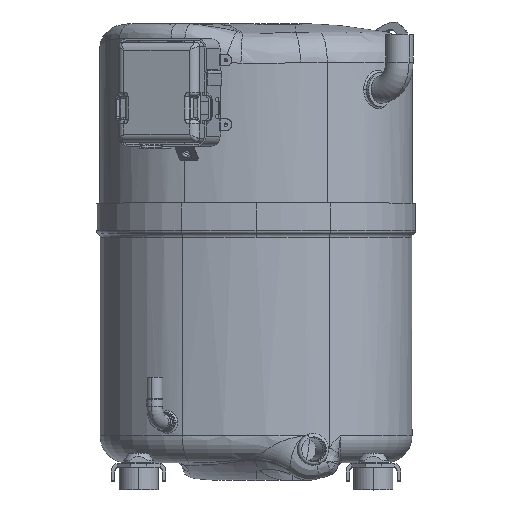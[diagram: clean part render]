
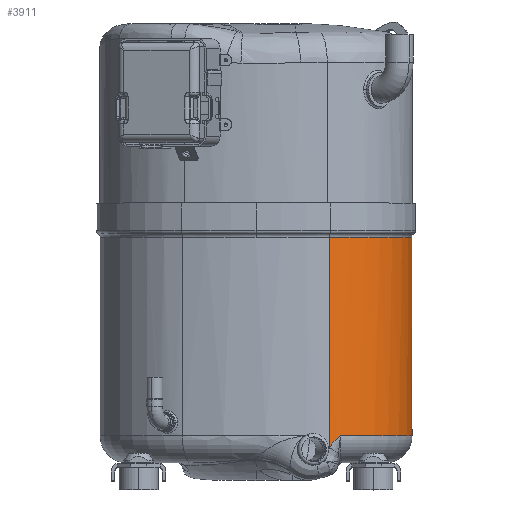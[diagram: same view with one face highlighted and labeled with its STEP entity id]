
A CAD part, top view. The second image highlights one B-rep face of the part: STEP entity #3911.
In plain terms, the highlighted cylindrical face has radius 94.945 mm (diameter 189.89 mm), a partial arc.
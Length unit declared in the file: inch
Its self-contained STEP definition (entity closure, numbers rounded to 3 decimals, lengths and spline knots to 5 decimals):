
#1841 = VERTEX_POINT ( 'NONE', #25136 ) ;
#2186 = B_SPLINE_CURVE_WITH_KNOTS ( 'NONE', 3,
 ( #29640, #35827, #5287, #26765, #8391, #29788, #11490, #32869, #14615, #35964, #17684, #39061, #20750 ),
 .UNSPECIFIED., .F., .F.,
 ( 4, 2, 2, 2, 1, 2, 4 ),
 ( 0., 0.00665, 0.00997, 0.01164, 0.01247, 0.01288, 0.0133 ),
 .UNSPECIFIED. ) ;
#3911 = ADVANCED_FACE ( 'NONE', ( #16212 ), #31466, .T. ) ;
#5006 = ORIENTED_EDGE ( 'NONE', *, *, #19718, .T. ) ;
#5141 = EDGE_CURVE ( 'NONE', #1841, #14477, #2186, .T. ) ;
#5142 = CARTESIAN_POINT ( 'NONE',  ( 2.34941, 0., -3.57267 ) ) ;
#5287 = CARTESIAN_POINT ( 'NONE',  ( 2.44586, -7.6663, 3.54209 ) ) ;
#5304 = EDGE_LOOP ( 'NONE', ( #6892, #5006, #18832, #33280, #33510 ) ) ;
#6892 = ORIENTED_EDGE ( 'NONE', *, *, #11708, .T. ) ;
#8391 = CARTESIAN_POINT ( 'NONE',  ( 2.56428, -7.54421, 3.4995 ) ) ;
#8888 = LINE ( 'NONE', #5142, #16136 ) ;
#10343 = CARTESIAN_POINT ( 'NONE',  ( 1.25, -1.09661, 0. ) ) ;
#11002 = DIRECTION ( 'NONE',  ( 0., -1., 0. ) ) ;
#11088 = VERTEX_POINT ( 'NONE', #35699 ) ;
#11490 = CARTESIAN_POINT ( 'NONE',  ( 2.62851, -7.48909, 3.47457 ) ) ;
#11708 = EDGE_CURVE ( 'NONE', #13864, #12013, #8888, .T. ) ;
#11804 = EDGE_CURVE ( 'NONE', #14477, #13864, #30414, .T. ) ;
#12013 = VERTEX_POINT ( 'NONE', #34341 ) ;
#13444 = DIRECTION ( 'NONE',  ( 0., 0., -1. ) ) ;
#13864 = VERTEX_POINT ( 'NONE', #20426 ) ;
#14477 = VERTEX_POINT ( 'NONE', #35445 ) ;
#14615 = CARTESIAN_POINT ( 'NONE',  ( 2.6657, -7.45983, 3.45956 ) ) ;
#16136 = VECTOR ( 'NONE', #38766, 39.37008 ) ;
#16172 = AXIS2_PLACEMENT_3D ( 'NONE', #29557, #11002, #26557 ) ;
#16212 = FACE_OUTER_BOUND ( 'NONE', #5304, .T. ) ;
#16570 = VECTOR ( 'NONE', #32419, 39.37008 ) ;
#17684 = CARTESIAN_POINT ( 'NONE',  ( 2.68667, -7.44416, 3.45089 ) ) ;
#18074 = CARTESIAN_POINT ( 'NONE',  ( 1.25, -7.438, 0. ) ) ;
#18832 = ORIENTED_EDGE ( 'NONE', *, *, #24430, .T. ) ;
#19718 = EDGE_CURVE ( 'NONE', #12013, #11088, #36072, .T. ) ;
#20426 = CARTESIAN_POINT ( 'NONE',  ( 2.34941, -7.438, -3.57267 ) ) ;
#20750 = CARTESIAN_POINT ( 'NONE',  ( 2.6951, -7.438, 3.44736 ) ) ;
#21147 = DIRECTION ( 'NONE',  ( 0., 0., -1. ) ) ;
#24430 = EDGE_CURVE ( 'NONE', #11088, #1841, #24695, .T. ) ;
#24695 = LINE ( 'NONE', #38483, #16570 ) ;
#25136 = CARTESIAN_POINT ( 'NONE',  ( 2.34941, -7.80956, 3.57267 ) ) ;
#26557 = DIRECTION ( 'NONE',  ( 0., 0., -1. ) ) ;
#26765 = CARTESIAN_POINT ( 'NONE',  ( 2.53343, -7.57364, 3.5109 ) ) ;
#29557 = CARTESIAN_POINT ( 'NONE',  ( 1.25, 0., 0. ) ) ;
#29640 = CARTESIAN_POINT ( 'NONE',  ( 2.34941, -7.80956, 3.57267 ) ) ;
#29788 = CARTESIAN_POINT ( 'NONE',  ( 2.61225, -7.50256, 3.48098 ) ) ;
#30414 = CIRCLE ( 'NONE', #38039, 3.738 ) ;
#30818 = AXIS2_PLACEMENT_3D ( 'NONE', #10343, #31736, #13444 ) ;
#31466 = CYLINDRICAL_SURFACE ( 'NONE', #16172, 3.738 ) ;
#31736 = DIRECTION ( 'NONE',  ( 0., -1., 0. ) ) ;
#32419 = DIRECTION ( 'NONE',  ( 0., -1., 0. ) ) ;
#32869 = CARTESIAN_POINT ( 'NONE',  ( 2.65325, -7.46948, 3.46462 ) ) ;
#33280 = ORIENTED_EDGE ( 'NONE', *, *, #5141, .T. ) ;
#33510 = ORIENTED_EDGE ( 'NONE', *, *, #11804, .T. ) ;
#34341 = CARTESIAN_POINT ( 'NONE',  ( 2.34941, -1.09661, -3.57267 ) ) ;
#35445 = CARTESIAN_POINT ( 'NONE',  ( 2.6951, -7.438, 3.44736 ) ) ;
#35699 = CARTESIAN_POINT ( 'NONE',  ( 2.34941, -1.09661, 3.57267 ) ) ;
#35827 = CARTESIAN_POINT ( 'NONE',  ( 2.3936, -7.73415, 3.55907 ) ) ;
#35964 = CARTESIAN_POINT ( 'NONE',  ( 2.67827, -7.4504, 3.45438 ) ) ;
#36072 = CIRCLE ( 'NONE', #30818, 3.738 ) ;
#38039 = AXIS2_PLACEMENT_3D ( 'NONE', #18074, #39462, #21147 ) ;
#38483 = CARTESIAN_POINT ( 'NONE',  ( 2.34941, 0., 3.57267 ) ) ;
#38766 = DIRECTION ( 'NONE',  ( 0., 1., 0. ) ) ;
#39061 = CARTESIAN_POINT ( 'NONE',  ( 2.69093, -7.44104, 3.44912 ) ) ;
#39462 = DIRECTION ( 'NONE',  ( 0., 1., 0. ) ) ;
